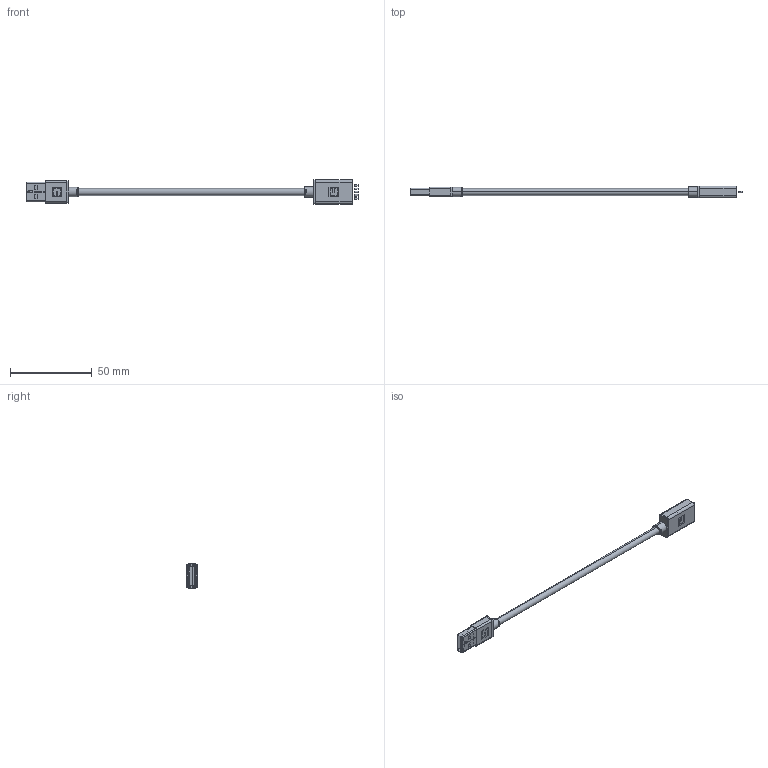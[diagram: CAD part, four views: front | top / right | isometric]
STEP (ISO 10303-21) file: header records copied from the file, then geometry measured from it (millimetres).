
FILE_DESCRIPTION (( 'STEP AP203' ), '1' );
FILE_NAME ('10-02329_revA.STEP', '2018-01-05T21:32:13', ( '' ), ( '' ), 'SwSTEP 2.0', 'SolidWorks 2015', '' );
FILE_SCHEMA (( 'CONFIG_CONTROL_DESIGN' ));
Length unit declared in the file: millimetre
Products named in the file (12): 30-00872_blunt cut; 50-00576 insulator 2; 50-00576; 24-00210; 55-00074; 50-00576 pin; 50-00576 shell; 50-00574; 50-00576 insulator; 24-00217; 55-00073; 10-02329_revA
Assembly tree (14 placements, depth 3):
  10-02329_revA
    30-00872_blunt cut
    24-00217
    55-00074
    24-00210
    50-00574
    55-00073
    50-00576
      50-00576 insulator
      50-00576 pin  x4
      50-00576 shell
      50-00576 insulator 2
Bounding box: 203 x 7.2 x 14.7 mm (x, y, z)
Volume: 6088 mm3; surface area: 25687.2 mm2
Topology: 72 solids, 77 shells, 1905 faces, 5024 edges, 3315 vertices
Faces by surface type: plane 1179, cylinder 550, bspline 80, cone 48, sphere 42, torus 6
Entity records: 58349 total; most frequent: CARTESIAN_POINT 13885, ORIENTED_EDGE 9154, DIRECTION 8588, EDGE_CURVE 4577, VECTOR 3056, LINE 3056, VERTEX_POINT 3024, AXIS2_PLACEMENT_3D 2766
